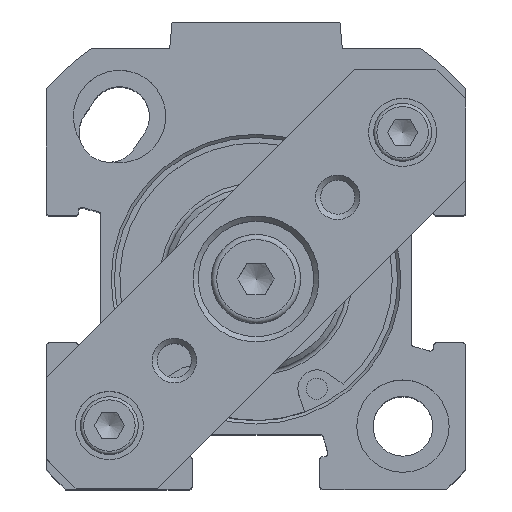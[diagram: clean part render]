
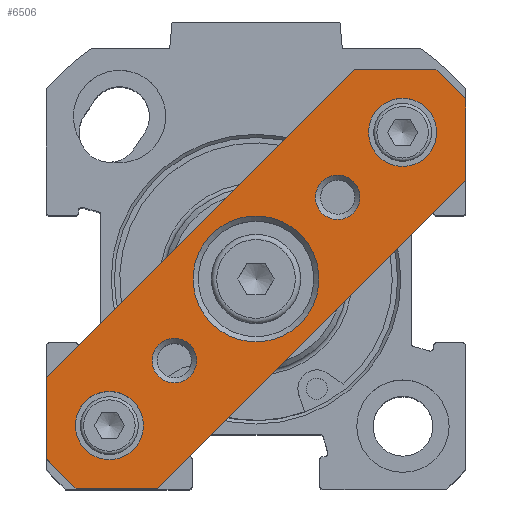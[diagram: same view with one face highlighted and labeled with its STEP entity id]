
A CAD part, top view. The second image highlights one B-rep face of the part: STEP entity #6506.
In plain terms, the highlighted planar face has unit normal (0, 0, 1).
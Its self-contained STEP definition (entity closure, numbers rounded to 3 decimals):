
#6309=CARTESIAN_POINT('',(16.263,16.263,62.));
#6310=VERTEX_POINT('',#6309);
#6311=CARTESIAN_POINT('',(13.965,13.965,62.));
#6312=DIRECTION('',(0.,0.,-1.0));
#6313=DIRECTION('',(0.707,0.707,0.));
#6314=AXIS2_PLACEMENT_3D('',#6311,#6312,#6313);
#6315=CIRCLE('',#6314,3.25);
#6316=EDGE_CURVE('',#6310,#6310,#6315,.T.);
#6349=CARTESIAN_POINT('',(-11.667,-11.667,62.));
#6350=VERTEX_POINT('',#6349);
#6351=CARTESIAN_POINT('',(-13.965,-13.965,62.));
#6352=DIRECTION('',(0.,0.,-1.0));
#6353=DIRECTION('',(0.707,0.707,0.));
#6354=AXIS2_PLACEMENT_3D('',#6351,#6352,#6353);
#6355=CIRCLE('',#6354,3.25);
#6356=EDGE_CURVE('',#6350,#6350,#6355,.T.);
#6380=CARTESIAN_POINT('',(4.243,4.243,62.));
#6381=VERTEX_POINT('',#6380);
#6382=CARTESIAN_POINT('',(0.,0.,62.));
#6383=DIRECTION('',(0.,0.,1.0));
#6384=DIRECTION('',(-0.707,-0.707,0.));
#6385=AXIS2_PLACEMENT_3D('',#6382,#6383,#6384);
#6386=CIRCLE('',#6385,6.);
#6387=EDGE_CURVE('',#6381,#6381,#6386,.T.);
#6404=CARTESIAN_POINT('',(0.,0.,62.));
#6405=DIRECTION('',(0.0,0.0,1.0));
#6406=DIRECTION('',(0.707,0.707,0.0));
#6407=AXIS2_PLACEMENT_3D('',#6404,#6405,#6406);
#6408=PLANE('',#6407);
#6409=CARTESIAN_POINT('',(-17.147,-19.976,62.));
#6410=VERTEX_POINT('',#6409);
#6411=CARTESIAN_POINT('',(-19.976,-17.147,62.));
#6412=VERTEX_POINT('',#6411);
#6413=CARTESIAN_POINT('',(-17.147,-19.976,62.));
#6414=DIRECTION('',(-0.707,0.707,0.0));
#6415=VECTOR('',#6414,4.0);
#6416=LINE('',#6413,#6415);
#6417=EDGE_CURVE('',#6410,#6412,#6416,.T.);
#6418=ORIENTED_EDGE('',*,*,#6417,.F.);
#6419=CARTESIAN_POINT('',(-9.369,-19.976,62.));
#6420=VERTEX_POINT('',#6419);
#6421=CARTESIAN_POINT('',(-9.369,-19.976,62.));
#6422=DIRECTION('',(-1.0,0.0,0.0));
#6423=VECTOR('',#6422,7.778);
#6424=LINE('',#6421,#6423);
#6425=EDGE_CURVE('',#6420,#6410,#6424,.T.);
#6426=ORIENTED_EDGE('',*,*,#6425,.F.);
#6427=CARTESIAN_POINT('',(19.976,9.369,62.));
#6428=VERTEX_POINT('',#6427);
#6429=CARTESIAN_POINT('',(19.976,9.369,62.));
#6430=DIRECTION('',(-0.707,-0.707,0.));
#6431=VECTOR('',#6430,41.5);
#6432=LINE('',#6429,#6431);
#6433=EDGE_CURVE('',#6428,#6420,#6432,.T.);
#6434=ORIENTED_EDGE('',*,*,#6433,.F.);
#6435=CARTESIAN_POINT('',(19.976,17.147,62.));
#6436=VERTEX_POINT('',#6435);
#6437=CARTESIAN_POINT('',(19.976,17.147,62.));
#6438=DIRECTION('',(0.0,-1.0,0.0));
#6439=VECTOR('',#6438,7.778);
#6440=LINE('',#6437,#6439);
#6441=EDGE_CURVE('',#6436,#6428,#6440,.T.);
#6442=ORIENTED_EDGE('',*,*,#6441,.F.);
#6443=CARTESIAN_POINT('',(17.147,19.976,62.));
#6444=VERTEX_POINT('',#6443);
#6445=CARTESIAN_POINT('',(17.147,19.976,62.));
#6446=DIRECTION('',(0.707,-0.707,0.0));
#6447=VECTOR('',#6446,4.);
#6448=LINE('',#6445,#6447);
#6449=EDGE_CURVE('',#6444,#6436,#6448,.T.);
#6450=ORIENTED_EDGE('',*,*,#6449,.F.);
#6451=CARTESIAN_POINT('',(9.369,19.976,62.));
#6452=VERTEX_POINT('',#6451);
#6453=CARTESIAN_POINT('',(9.369,19.976,62.));
#6454=DIRECTION('',(1.0,0.0,0.0));
#6455=VECTOR('',#6454,7.778);
#6456=LINE('',#6453,#6455);
#6457=EDGE_CURVE('',#6452,#6444,#6456,.T.);
#6458=ORIENTED_EDGE('',*,*,#6457,.F.);
#6459=CARTESIAN_POINT('',(-19.976,-9.369,62.));
#6460=VERTEX_POINT('',#6459);
#6461=CARTESIAN_POINT('',(-19.976,-9.369,62.));
#6462=DIRECTION('',(0.707,0.707,0.));
#6463=VECTOR('',#6462,41.5);
#6464=LINE('',#6461,#6463);
#6465=EDGE_CURVE('',#6460,#6452,#6464,.T.);
#6466=ORIENTED_EDGE('',*,*,#6465,.F.);
#6467=CARTESIAN_POINT('',(-19.976,-17.147,62.));
#6468=DIRECTION('',(0.0,1.0,0.0));
#6469=VECTOR('',#6468,7.778);
#6470=LINE('',#6467,#6469);
#6471=EDGE_CURVE('',#6412,#6460,#6470,.T.);
#6472=ORIENTED_EDGE('',*,*,#6471,.F.);
#6473=EDGE_LOOP('',(#6418,#6426,#6434,#6442,#6450,#6458,#6466,#6472));
#6474=FACE_OUTER_BOUND('',#6473,.T.);
#6475=ORIENTED_EDGE('',*,*,#6316,.T.);
#6476=EDGE_LOOP('',(#6475));
#6477=FACE_BOUND('',#6476,.T.);
#6478=ORIENTED_EDGE('',*,*,#6356,.T.);
#6479=EDGE_LOOP('',(#6478));
#6480=FACE_BOUND('',#6479,.T.);
#6481=CARTESIAN_POINT('',(9.278,9.278,62.));
#6482=VERTEX_POINT('',#6481);
#6483=CARTESIAN_POINT('',(7.778,7.778,62.));
#6484=DIRECTION('',(0.,0.,1.0));
#6485=DIRECTION('',(-0.707,-0.707,0.));
#6486=AXIS2_PLACEMENT_3D('',#6483,#6484,#6485);
#6487=CIRCLE('',#6486,2.121);
#6488=EDGE_CURVE('',#6482,#6482,#6487,.T.);
#6489=ORIENTED_EDGE('',*,*,#6488,.F.);
#6490=EDGE_LOOP('',(#6489));
#6491=FACE_BOUND('',#6490,.T.);
#6492=CARTESIAN_POINT('',(-6.278,-6.278,62.));
#6493=VERTEX_POINT('',#6492);
#6494=CARTESIAN_POINT('',(-7.778,-7.778,62.));
#6495=DIRECTION('',(0.,0.,1.0));
#6496=DIRECTION('',(-0.707,-0.707,0.));
#6497=AXIS2_PLACEMENT_3D('',#6494,#6495,#6496);
#6498=CIRCLE('',#6497,2.121);
#6499=EDGE_CURVE('',#6493,#6493,#6498,.T.);
#6500=ORIENTED_EDGE('',*,*,#6499,.F.);
#6501=EDGE_LOOP('',(#6500));
#6502=FACE_BOUND('',#6501,.T.);
#6503=ORIENTED_EDGE('',*,*,#6387,.F.);
#6504=EDGE_LOOP('',(#6503));
#6505=FACE_BOUND('',#6504,.T.);
#6506=ADVANCED_FACE('',(#6474,#6477,#6480,#6491,#6502,#6505),#6408,.T.);
